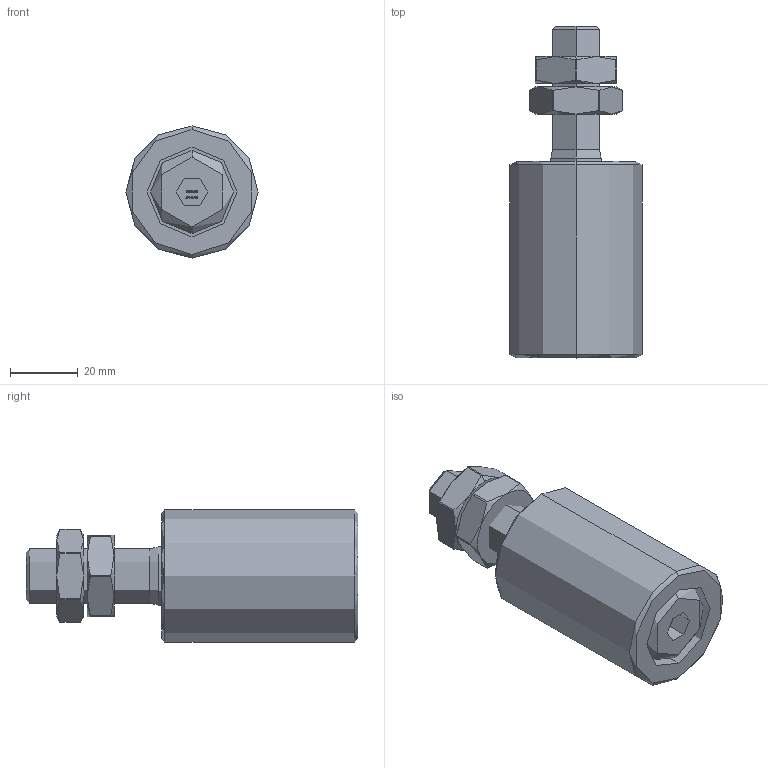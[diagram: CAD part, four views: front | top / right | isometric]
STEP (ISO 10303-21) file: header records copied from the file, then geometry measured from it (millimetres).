
FILE_DESCRIPTION (( 'STEP AP203' ), '1' );
FILE_NAME ('230-40-VA.step', '2021-03-29T09:48:21', ( '' ), ( '' ), 'SwSTEP 2.0', 'SolidWorks 2018', '' );
FILE_SCHEMA (( 'CONFIG_CONTROL_DESIGN' ));
Length unit declared in the file: millimetre
Products named in the file (9): DIN 439 M4-M20; 230-xx-VA Teil1_230-40-VA Teil1; 230-xx-VA Teil1; 230-xx-VA Teil2_230-40-VA Teil2; 230-xx-VA Teil2; DIN 439 M4-M20_DIN 439 M16; 230-40-VA
Assembly tree (7 placements, depth 2):
  230-xx-VA Teil2
  230-40-VA
    230-xx-VA Teil1
    DIN 439 M4-M20
    DIN 439 M4-M20
  230-40-VA
    230-xx-VA Teil1_230-40-VA Teil1
    230-xx-VA Teil2_230-40-VA Teil2
    DIN 439 M4-M20_DIN 439 M16  x2
Bounding box: 39 x 98 x 39 mm (x, y, z)
Volume: 80517.9 mm3; surface area: 21783 mm2
Topology: 4 solids, 4 shells, 315 faces, 801 edges, 526 vertices
Faces by surface type: plane 155, bspline 86, cone 46, cylinder 28
Entity records: 15404 total; most frequent: CARTESIAN_POINT 8288, ORIENTED_EDGE 1432, DIRECTION 976, EDGE_CURVE 716, VERTEX_POINT 468, VECTOR 452, LINE 452, EDGE_LOOP 312
